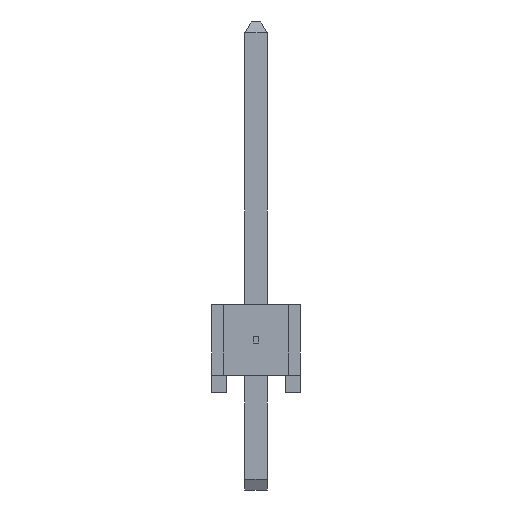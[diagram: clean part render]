
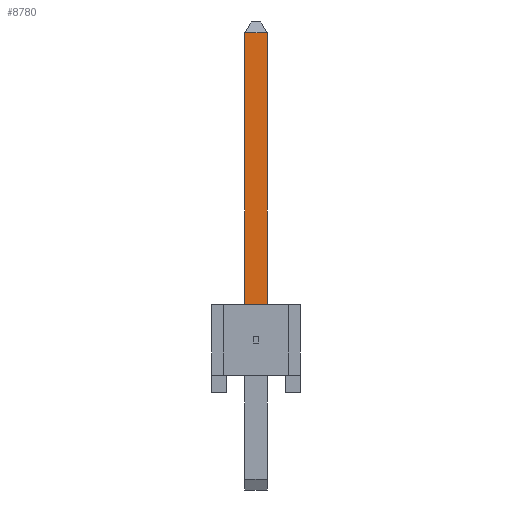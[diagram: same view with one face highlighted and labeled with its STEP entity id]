
A CAD part, left-side view. The second image highlights one B-rep face of the part: STEP entity #8780.
In plain terms, the highlighted planar face has unit normal (-1, 0, 0).
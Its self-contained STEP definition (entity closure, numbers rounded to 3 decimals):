
#8780 = ADVANCED_FACE('',(#8781),#8815,.F.);
#8781 = FACE_BOUND('',#8782,.T.);
#8782 = EDGE_LOOP('',(#8783,#8793,#8801,#8809));
#8783 = ORIENTED_EDGE('',*,*,#8784,.T.);
#8784 = EDGE_CURVE('',#8785,#8787,#8789,.T.);
#8785 = VERTEX_POINT('',#8786);
#8786 = CARTESIAN_POINT('',(-7.938,13.157,0.318));
#8787 = VERTEX_POINT('',#8788);
#8788 = CARTESIAN_POINT('',(-7.938,13.157,-0.318));
#8789 = LINE('',#8790,#8791);
#8790 = CARTESIAN_POINT('',(-7.938,13.157,2.54));
#8791 = VECTOR('',#8792,1.);
#8792 = DIRECTION('',(0.,0.,-1.));
#8793 = ORIENTED_EDGE('',*,*,#8794,.T.);
#8794 = EDGE_CURVE('',#8787,#8795,#8797,.T.);
#8795 = VERTEX_POINT('',#8796);
#8796 = CARTESIAN_POINT('',(-7.938,4.191,-0.318));
#8797 = LINE('',#8798,#8799);
#8798 = CARTESIAN_POINT('',(-7.938,13.462,-0.318));
#8799 = VECTOR('',#8800,1.);
#8800 = DIRECTION('',(0.,-1.,0.));
#8801 = ORIENTED_EDGE('',*,*,#8802,.F.);
#8802 = EDGE_CURVE('',#8803,#8795,#8805,.T.);
#8803 = VERTEX_POINT('',#8804);
#8804 = CARTESIAN_POINT('',(-7.938,4.191,0.318));
#8805 = LINE('',#8806,#8807);
#8806 = CARTESIAN_POINT('',(-7.938,4.191,0.318));
#8807 = VECTOR('',#8808,1.);
#8808 = DIRECTION('',(0.,0.,-1.));
#8809 = ORIENTED_EDGE('',*,*,#8810,.F.);
#8810 = EDGE_CURVE('',#8785,#8803,#8811,.T.);
#8811 = LINE('',#8812,#8813);
#8812 = CARTESIAN_POINT('',(-7.938,13.462,0.318));
#8813 = VECTOR('',#8814,1.);
#8814 = DIRECTION('',(0.,-1.,0.));
#8815 = PLANE('',#8816);
#8816 = AXIS2_PLACEMENT_3D('',#8817,#8818,#8819);
#8817 = CARTESIAN_POINT('',(-7.938,13.462,0.318));
#8818 = DIRECTION('',(1.,0.,0.));
#8819 = DIRECTION('',(0.,0.,-1.));
